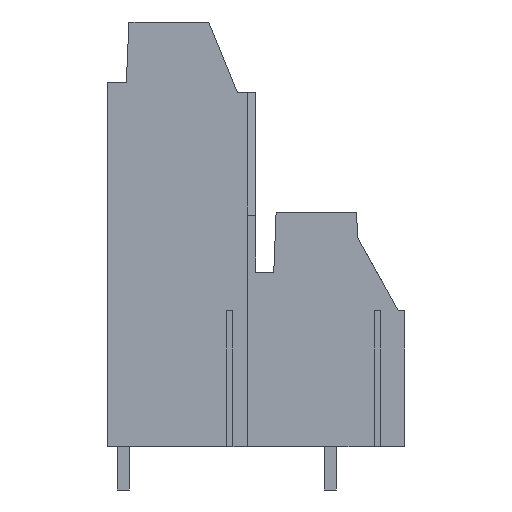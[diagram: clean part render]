
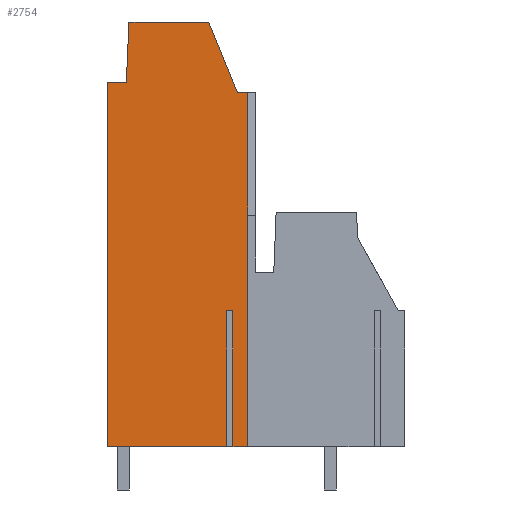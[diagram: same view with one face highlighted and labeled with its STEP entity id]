
A CAD part, left-side view. The second image highlights one B-rep face of the part: STEP entity #2754.
In plain terms, the highlighted planar face has unit normal (-1, 0, 0).
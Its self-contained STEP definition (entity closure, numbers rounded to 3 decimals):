
#2679=AXIS2_PLACEMENT_3D('Plane Axis2P3D',#2676,#2677,#2678) ;
#512=CARTESIAN_POINT('Vertex',(0.,21.94,3.2)) ;
#704=CARTESIAN_POINT('Vertex',(0.,11.574,3.2)) ;
#707=CARTESIAN_POINT('Line Origine',(0.,12.12,3.2)) ;
#711=CARTESIAN_POINT('Vertex',(0.,12.665,3.2)) ;
#760=CARTESIAN_POINT('Vertex',(0.,13.115,3.2)) ;
#763=CARTESIAN_POINT('Line Origine',(0.,17.528,3.2)) ;
#1140=CARTESIAN_POINT('Vertex',(0.,11.574,29.26)) ;
#1143=CARTESIAN_POINT('Line Origine',(0.,11.574,16.23)) ;
#2676=CARTESIAN_POINT('Axis2P3D Location',(0.,11.,17.2)) ;
#2681=CARTESIAN_POINT('Line Origine',(0.,21.94,16.625)) ;
#2685=CARTESIAN_POINT('Vertex',(0.,21.94,30.05)) ;
#2688=CARTESIAN_POINT('Line Origine',(0.,13.115,8.2)) ;
#2692=CARTESIAN_POINT('Vertex',(0.,13.115,13.2)) ;
#2695=CARTESIAN_POINT('Line Origine',(0.,12.89,13.2)) ;
#2699=CARTESIAN_POINT('Vertex',(0.,12.665,13.2)) ;
#2702=CARTESIAN_POINT('Line Origine',(0.,12.665,8.2)) ;
#2707=CARTESIAN_POINT('Line Origine',(0.,11.956,29.26)) ;
#2711=CARTESIAN_POINT('Vertex',(0.,12.337,29.26)) ;
#2714=CARTESIAN_POINT('Line Origine',(0.,13.393,31.865)) ;
#2718=CARTESIAN_POINT('Vertex',(0.,14.449,34.47)) ;
#2721=CARTESIAN_POINT('Line Origine',(0.,17.389,34.47)) ;
#2725=CARTESIAN_POINT('Vertex',(0.,20.328,34.47)) ;
#2728=CARTESIAN_POINT('Line Origine',(0.,20.424,32.26)) ;
#2732=CARTESIAN_POINT('Vertex',(0.,20.521,30.05)) ;
#2735=CARTESIAN_POINT('Line Origine',(0.,21.23,30.05)) ;
#708=DIRECTION('Vector Direction',(0.,1.,0.)) ;
#764=DIRECTION('Vector Direction',(0.,1.,0.)) ;
#1144=DIRECTION('Vector Direction',(0.,0.,1.)) ;
#2677=DIRECTION('Axis2P3D Direction',(1.,0.,0.)) ;
#2678=DIRECTION('Axis2P3D XDirection',(0.,1.,0.)) ;
#2682=DIRECTION('Vector Direction',(0.,0.,-1.)) ;
#2689=DIRECTION('Vector Direction',(0.,0.,1.)) ;
#2696=DIRECTION('Vector Direction',(0.,1.,0.)) ;
#2703=DIRECTION('Vector Direction',(0.,0.,1.)) ;
#2708=DIRECTION('Vector Direction',(0.,1.,0.)) ;
#2715=DIRECTION('Vector Direction',(0.,0.376,0.927)) ;
#2722=DIRECTION('Vector Direction',(0.,1.,0.)) ;
#2729=DIRECTION('Vector Direction',(0.,-0.044,0.999)) ;
#2736=DIRECTION('Vector Direction',(0.,1.,0.)) ;
#709=VECTOR('Line Direction',#708,1.) ;
#765=VECTOR('Line Direction',#764,1.) ;
#1145=VECTOR('Line Direction',#1144,1.) ;
#2683=VECTOR('Line Direction',#2682,1.) ;
#2690=VECTOR('Line Direction',#2689,1.) ;
#2697=VECTOR('Line Direction',#2696,1.) ;
#2704=VECTOR('Line Direction',#2703,1.) ;
#2709=VECTOR('Line Direction',#2708,1.) ;
#2716=VECTOR('Line Direction',#2715,1.) ;
#2723=VECTOR('Line Direction',#2722,1.) ;
#2730=VECTOR('Line Direction',#2729,1.) ;
#2737=VECTOR('Line Direction',#2736,1.) ;
#2741=ORIENTED_EDGE('',*,*,#2687,.T.) ;
#2742=ORIENTED_EDGE('',*,*,#767,.F.) ;
#2743=ORIENTED_EDGE('',*,*,#2694,.T.) ;
#2744=ORIENTED_EDGE('',*,*,#2701,.F.) ;
#2745=ORIENTED_EDGE('',*,*,#2706,.F.) ;
#2746=ORIENTED_EDGE('',*,*,#713,.F.) ;
#2747=ORIENTED_EDGE('',*,*,#1147,.T.) ;
#2748=ORIENTED_EDGE('',*,*,#2713,.T.) ;
#2749=ORIENTED_EDGE('',*,*,#2720,.T.) ;
#2750=ORIENTED_EDGE('',*,*,#2727,.T.) ;
#2751=ORIENTED_EDGE('',*,*,#2734,.F.) ;
#2752=ORIENTED_EDGE('',*,*,#2739,.T.) ;
#2754=ADVANCED_FACE('housing',(#2753),#2680,.F.) ;
#713=EDGE_CURVE('',#705,#712,#710,.T.) ;
#767=EDGE_CURVE('',#761,#513,#766,.T.) ;
#1147=EDGE_CURVE('',#705,#1141,#1146,.T.) ;
#2687=EDGE_CURVE('',#2686,#513,#2684,.T.) ;
#2694=EDGE_CURVE('',#761,#2693,#2691,.T.) ;
#2701=EDGE_CURVE('',#2700,#2693,#2698,.T.) ;
#2706=EDGE_CURVE('',#712,#2700,#2705,.T.) ;
#2713=EDGE_CURVE('',#1141,#2712,#2710,.T.) ;
#2720=EDGE_CURVE('',#2712,#2719,#2717,.T.) ;
#2727=EDGE_CURVE('',#2719,#2726,#2724,.T.) ;
#2734=EDGE_CURVE('',#2733,#2726,#2731,.T.) ;
#2739=EDGE_CURVE('',#2733,#2686,#2738,.T.) ;
#2740=EDGE_LOOP('',(#2741,#2742,#2743,#2744,#2745,#2746,#2747,#2748,#2749,#2750,#2751,#2752)) ;
#2753=FACE_OUTER_BOUND('',#2740,.T.) ;
#710=LINE('Line',#707,#709) ;
#766=LINE('Line',#763,#765) ;
#1146=LINE('Line',#1143,#1145) ;
#2684=LINE('Line',#2681,#2683) ;
#2691=LINE('Line',#2688,#2690) ;
#2698=LINE('Line',#2695,#2697) ;
#2705=LINE('Line',#2702,#2704) ;
#2710=LINE('Line',#2707,#2709) ;
#2717=LINE('Line',#2714,#2716) ;
#2724=LINE('Line',#2721,#2723) ;
#2731=LINE('Line',#2728,#2730) ;
#2738=LINE('Line',#2735,#2737) ;
#2680=PLANE('',#2679) ;
#513=VERTEX_POINT('',#512) ;
#705=VERTEX_POINT('',#704) ;
#712=VERTEX_POINT('',#711) ;
#761=VERTEX_POINT('',#760) ;
#1141=VERTEX_POINT('',#1140) ;
#2686=VERTEX_POINT('',#2685) ;
#2693=VERTEX_POINT('',#2692) ;
#2700=VERTEX_POINT('',#2699) ;
#2712=VERTEX_POINT('',#2711) ;
#2719=VERTEX_POINT('',#2718) ;
#2726=VERTEX_POINT('',#2725) ;
#2733=VERTEX_POINT('',#2732) ;
